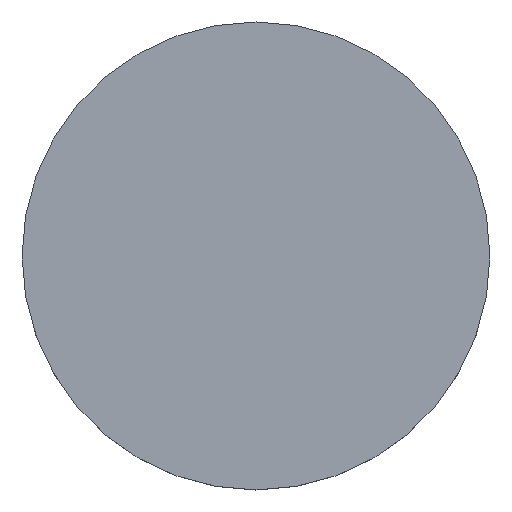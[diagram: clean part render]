
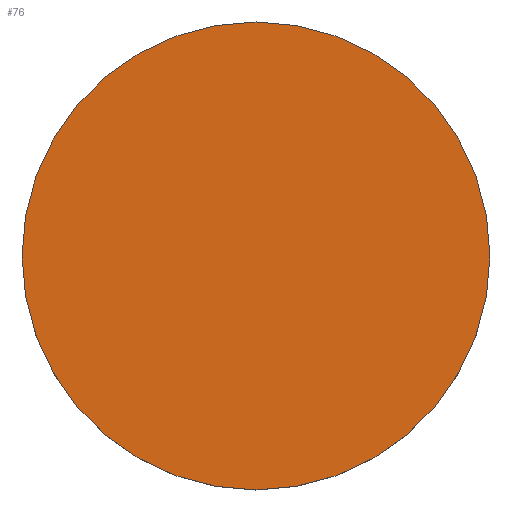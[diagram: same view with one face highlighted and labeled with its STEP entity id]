
A CAD part, top view. The second image highlights one B-rep face of the part: STEP entity #76.
In plain terms, the highlighted planar face has unit normal (0, 0, 1).
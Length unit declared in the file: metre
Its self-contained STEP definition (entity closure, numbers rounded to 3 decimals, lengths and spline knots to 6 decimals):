
#13=PLANE('',#100);
#20=ORIENTED_EDGE('',*,*,#30,.T.);
#30=EDGE_CURVE('',#36,#36,#42,.T.);
#36=VERTEX_POINT('',#144);
#42=CIRCLE('',#98,0.0508);
#50=EDGE_LOOP('',(#20));
#62=FACE_BOUND('',#50,.T.);
#76=ADVANCED_FACE('',(#62),#13,.T.);
#98=AXIS2_PLACEMENT_3D('',#143,#115,#116);
#100=AXIS2_PLACEMENT_3D('',#147,#119,#120);
#115=DIRECTION('',(0.,0.,1.));
#116=DIRECTION('',(1.,0.,0.));
#119=DIRECTION('',(0.,0.,1.));
#120=DIRECTION('',(1.,0.,0.));
#143=CARTESIAN_POINT('',(0.,0.,0.2286));
#144=CARTESIAN_POINT('',(0.0508,0.,0.2286));
#147=CARTESIAN_POINT('',(0.,0.,0.2286));
